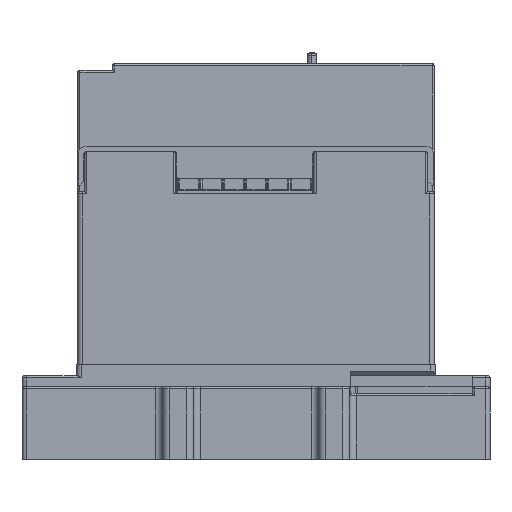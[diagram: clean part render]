
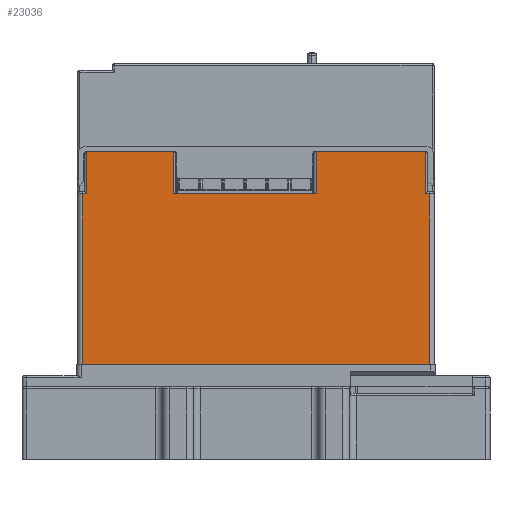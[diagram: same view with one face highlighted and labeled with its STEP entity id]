
A CAD part, front view. The second image highlights one B-rep face of the part: STEP entity #23036.
In plain terms, the highlighted planar face has unit normal (0, -1, 0).
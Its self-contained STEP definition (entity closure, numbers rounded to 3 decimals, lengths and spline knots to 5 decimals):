
#13008=CARTESIAN_POINT('',(0.0759,-0.0735,0.0955));
#13117=DIRECTION('',(-1.,0.,0.));
#13118=VECTOR('',#13117,0.0389);
#13119=CARTESIAN_POINT('',(-0.037,-0.0735,0.0955));
#13120=LINE('',#13119,#13118);
#13121=DIRECTION('',(-1.,0.,0.));
#13122=VECTOR('',#13121,0.064);
#13123=CARTESIAN_POINT('',(0.027,-0.0735,0.0765));
#13124=LINE('',#13123,#13122);
#13125=DIRECTION('',(-1.,0.,0.));
#13126=VECTOR('',#13125,0.0489);
#13127=CARTESIAN_POINT('',(0.0759,-0.0735,0.0955));
#13128=LINE('',#13127,#13126);
#13129=DIRECTION('',(0.,0.,-1.));
#13130=VECTOR('',#13129,0.0765);
#13131=CARTESIAN_POINT('',(0.078,-0.0735,0.0765));
#13132=LINE('',#13131,#13130);
#13254=DIRECTION('',(0.,0.,1.));
#13255=VECTOR('',#13254,0.0765);
#13256=CARTESIAN_POINT('',(-0.078,-0.0735,0.));
#13257=LINE('',#13256,#13255);
#13276=DIRECTION('',(-1.,0.,0.));
#13277=VECTOR('',#13276,0.156);
#13278=CARTESIAN_POINT('',(0.078,-0.0735,0.));
#13279=LINE('',#13278,#13277);
#14046=CARTESIAN_POINT('',(0.0759,-0.0735,0.0765));
#14052=DIRECTION('',(1.,0.,0.));
#14053=VECTOR('',#14052,0.0021);
#14054=CARTESIAN_POINT('',(0.0759,-0.0735,0.0765));
#14055=LINE('',#14054,#14053);
#14060=DIRECTION('',(0.,0.,-1.));
#14061=VECTOR('',#14060,0.019);
#14062=CARTESIAN_POINT('',(0.0759,-0.0735,0.0955));
#14063=LINE('',#14062,#14061);
#14218=CARTESIAN_POINT('',(0.027,-0.0735,0.0955));
#14236=DIRECTION('',(0.,0.,1.));
#14237=VECTOR('',#14236,0.019);
#14238=CARTESIAN_POINT('',(0.027,-0.0735,0.0765));
#14239=LINE('',#14238,#14237);
#14250=DIRECTION('',(0.,0.,-1.));
#14251=VECTOR('',#14250,0.019);
#14252=CARTESIAN_POINT('',(-0.037,-0.0735,0.0955));
#14253=LINE('',#14252,#14251);
#14258=CARTESIAN_POINT('',(-0.037,-0.0735,0.0955));
#14593=CARTESIAN_POINT('',(-0.0759,-0.0735,0.0955));
#14611=DIRECTION('',(0.,0.,1.));
#14612=VECTOR('',#14611,0.019);
#14613=CARTESIAN_POINT('',(-0.0759,-0.0735,0.0765));
#14614=LINE('',#14613,#14612);
#14631=CARTESIAN_POINT('',(-0.0759,-0.0735,0.0765));
#14637=DIRECTION('',(1.,0.,0.));
#14638=VECTOR('',#14637,0.0021);
#14639=CARTESIAN_POINT('',(-0.078,-0.0735,0.0765));
#14640=LINE('',#14639,#14638);
#15874=CARTESIAN_POINT('',(0.078,-0.0735,0.));
#15875=CARTESIAN_POINT('',(-0.078,-0.0735,0.));
#15876=VERTEX_POINT('',#15874);
#15877=VERTEX_POINT('',#15875);
#16182=CARTESIAN_POINT('',(0.078,-0.0735,0.0765));
#16184=VERTEX_POINT('',#16182);
#16254=CARTESIAN_POINT('',(-0.037,-0.0735,0.0765));
#16256=VERTEX_POINT('',#16254);
#16258=VERTEX_POINT('',#14046);
#16263=VERTEX_POINT('',#13008);
#16371=CARTESIAN_POINT('',(-0.078,-0.0735,0.0765));
#16373=VERTEX_POINT('',#16371);
#16377=VERTEX_POINT('',#14218);
#16380=VERTEX_POINT('',#14631);
#16381=VERTEX_POINT('',#14593);
#16421=VERTEX_POINT('',#14258);
#16925=CARTESIAN_POINT('',(0.027,-0.0735,0.0765));
#16926=VERTEX_POINT('',#16925);
#23006=CARTESIAN_POINT('',(-0.08,-0.0735,0.135));
#23007=DIRECTION('',(0.,1.,0.));
#23008=DIRECTION('',(-1.,0.,0.));
#23009=AXIS2_PLACEMENT_3D('',#23006,#23007,#23008);
#23010=PLANE('',#23009);
#23012=ORIENTED_EDGE('',*,*,#23011,.T.);
#23014=ORIENTED_EDGE('',*,*,#23013,.T.);
#23016=ORIENTED_EDGE('',*,*,#23015,.T.);
#23018=ORIENTED_EDGE('',*,*,#23017,.T.);
#23020=ORIENTED_EDGE('',*,*,#23019,.T.);
#23022=ORIENTED_EDGE('',*,*,#23021,.F.);
#23024=ORIENTED_EDGE('',*,*,#23023,.T.);
#23026=ORIENTED_EDGE('',*,*,#23025,.F.);
#23028=ORIENTED_EDGE('',*,*,#23027,.T.);
#23029=ORIENTED_EDGE('',*,*,#22983,.F.);
#23031=ORIENTED_EDGE('',*,*,#23030,.T.);
#23033=ORIENTED_EDGE('',*,*,#23032,.T.);
#23034=EDGE_LOOP('',(#23012,#23014,#23016,#23018,#23020,#23022,#23024,#23026,
#23028,#23029,#23031,#23033));
#23035=FACE_OUTER_BOUND('',#23034,.F.);
#23036=ADVANCED_FACE('',(#23035),#23010,.F.);
#22983=EDGE_CURVE('',#16263,#16377,#13128,.T.);
#23011=EDGE_CURVE('',#16184,#15876,#13132,.T.);
#23013=EDGE_CURVE('',#15876,#15877,#13279,.T.);
#23015=EDGE_CURVE('',#15877,#16373,#13257,.T.);
#23017=EDGE_CURVE('',#16373,#16380,#14640,.T.);
#23019=EDGE_CURVE('',#16380,#16381,#14614,.T.);
#23021=EDGE_CURVE('',#16421,#16381,#13120,.T.);
#23023=EDGE_CURVE('',#16421,#16256,#14253,.T.);
#23025=EDGE_CURVE('',#16926,#16256,#13124,.T.);
#23027=EDGE_CURVE('',#16926,#16377,#14239,.T.);
#23030=EDGE_CURVE('',#16263,#16258,#14063,.T.);
#23032=EDGE_CURVE('',#16258,#16184,#14055,.T.);
